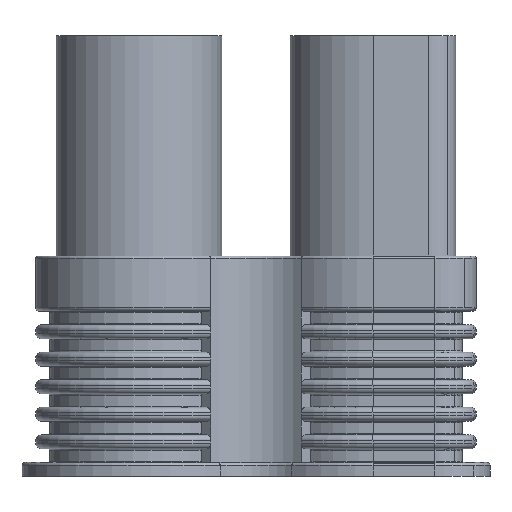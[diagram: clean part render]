
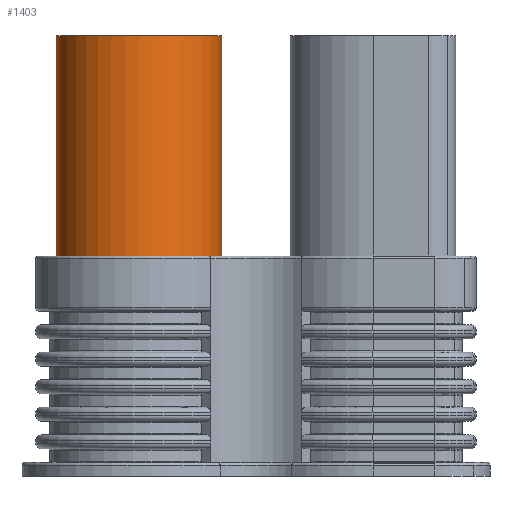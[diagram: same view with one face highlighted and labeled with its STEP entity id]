
A CAD part, front view. The second image highlights one B-rep face of the part: STEP entity #1403.
In plain terms, the highlighted cylindrical face has radius 3 mm (diameter 6 mm), a partial arc.
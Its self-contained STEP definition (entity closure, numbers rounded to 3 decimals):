
#1403=ADVANCED_FACE('42:586',(#3012),#3013,.T.);
#3012=FACE_OUTER_BOUND('',#5109,.T.);
#3013=CYLINDRICAL_SURFACE('',#5110,3.0);
#5109=EDGE_LOOP('',(#8979,#8980,#8981,#8982));
#5110=AXIS2_PLACEMENT_3D('',#8983,#8984,#8985);
#8979=ORIENTED_EDGE('',*,*,#12898,.T.);
#8980=ORIENTED_EDGE('',*,*,#11616,.F.);
#8981=ORIENTED_EDGE('',*,*,#12899,.T.);
#8982=ORIENTED_EDGE('',*,*,#12009,.T.);
#8983=CARTESIAN_POINT('',(-26.126,-0.03,0.));
#8984=DIRECTION('',(0.0,0.0,1.0));
#8985=DIRECTION('',(-1.0,0.0,0.0));
#11616=EDGE_CURVE('42:652',#13897,#13898,#13899,.T.);
#12009=EDGE_CURVE('42:649',#14561,#14562,#14563,.T.);
#12898=EDGE_CURVE('',#14562,#13898,#15861,.T.);
#12899=EDGE_CURVE('',#13897,#14561,#15862,.T.);
#13897=VERTEX_POINT('',#17103);
#13898=VERTEX_POINT('',#17104);
#13899=CIRCLE('',#17105,3.0);
#14561=VERTEX_POINT('',#18136);
#14562=VERTEX_POINT('',#18137);
#14563=CIRCLE('',#18138,3.0);
#15861=LINE('',#20539,#20540);
#15862=LINE('',#20541,#20542);
#17103=CARTESIAN_POINT('',(-23.126,-0.03,-8.0));
#17104=CARTESIAN_POINT('',(-29.126,-0.03,-8.0));
#17105=AXIS2_PLACEMENT_3D('',#21914,#21915,#21916);
#18136=CARTESIAN_POINT('',(-23.126,-0.03,0.));
#18137=CARTESIAN_POINT('',(-29.126,-0.03,0.0));
#18138=AXIS2_PLACEMENT_3D('',#22560,#22561,#22562);
#20539=CARTESIAN_POINT('',(-29.126,-0.03,0.0));
#20540=VECTOR('',#23854,1.0);
#20541=CARTESIAN_POINT('',(-23.126,-0.03,0.0));
#20542=VECTOR('',#23855,1.0);
#21914=CARTESIAN_POINT('',(-26.126,-0.03,-8.0));
#21915=DIRECTION('',(-0.0,0.0,-1.0));
#21916=DIRECTION('',(-1.0,0.0,0.0));
#22560=CARTESIAN_POINT('',(-26.126,-0.03,0.));
#22561=DIRECTION('',(-0.0,0.0,-1.0));
#22562=DIRECTION('',(-1.0,0.0,0.0));
#23854=DIRECTION('',(-0.0,-0.0,-1.0));
#23855=DIRECTION('',(0.0,0.0,1.0));
